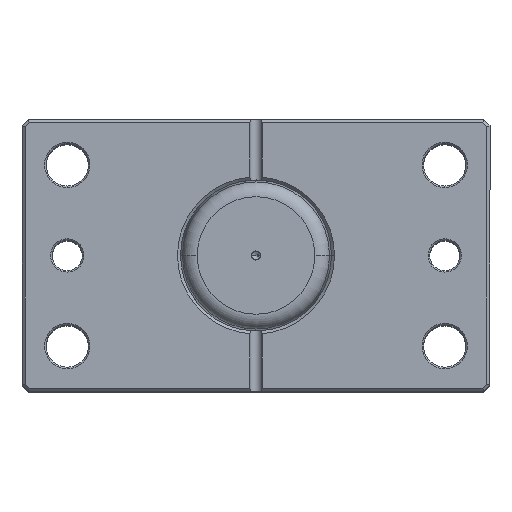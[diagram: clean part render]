
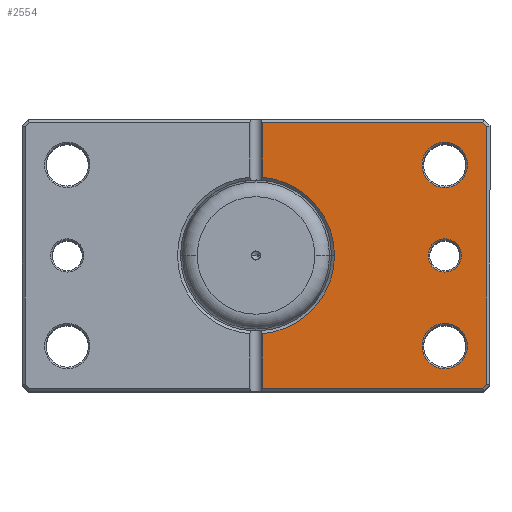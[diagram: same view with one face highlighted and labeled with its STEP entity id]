
A CAD part, top view. The second image highlights one B-rep face of the part: STEP entity #2554.
In plain terms, the highlighted face is planar.
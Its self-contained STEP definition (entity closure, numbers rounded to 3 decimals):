
#86 = CARTESIAN_POINT ( 'NONE',  ( -26., 0., 0. ) ) ;
#95 = DIRECTION ( 'NONE',  ( 1., 0., 0. ) ) ;
#174 = CIRCLE ( 'NONE', #4379, 26. ) ;
#210 = DIRECTION ( 'NONE',  ( 1., 0., 0. ) ) ;
#230 = EDGE_CURVE ( 'NONE', #1636, #1923, #2324, .T. ) ;
#272 = VECTOR ( 'NONE', #1945, 1000. ) ;
#448 = ORIENTED_EDGE ( 'NONE', *, *, #6282, .T. ) ;
#506 = CIRCLE ( 'NONE', #6741, 7.5 ) ;
#554 = ORIENTED_EDGE ( 'NONE', *, *, #3147, .T. ) ;
#579 = EDGE_CURVE ( 'NONE', #6450, #4706, #506, .T. ) ;
#612 = VECTOR ( 'NONE', #5728, 1000. ) ;
#626 = EDGE_CURVE ( 'NONE', #5995, #4110, #5717, .T. ) ;
#654 = ORIENTED_EDGE ( 'NONE', *, *, #3741, .T. ) ;
#666 = CARTESIAN_POINT ( 'NONE',  ( 0., 0., 0. ) ) ;
#728 = FACE_BOUND ( 'NONE', #6934, .T. ) ;
#830 = CARTESIAN_POINT ( 'NONE',  ( -76.5, 42.586, 0. ) ) ;
#880 = CARTESIAN_POINT ( 'NONE',  ( -62.5, -30., 0. ) ) ;
#883 = CARTESIAN_POINT ( 'NONE',  ( -62.5, 30., 0. ) ) ;
#886 = VECTOR ( 'NONE', #6768, 1000. ) ;
#1022 = LINE ( 'NONE', #2689, #2142 ) ;
#1024 = VERTEX_POINT ( 'NONE', #1652 ) ;
#1036 = AXIS2_PLACEMENT_3D ( 'NONE', #6520, #3926, #4920 ) ;
#1056 = EDGE_CURVE ( 'NONE', #4986, #1573, #3090, .T. ) ;
#1089 = DIRECTION ( 'NONE',  ( 1., 0., 0. ) ) ;
#1149 = ORIENTED_EDGE ( 'NONE', *, *, #5812, .T. ) ;
#1205 = ORIENTED_EDGE ( 'NONE', *, *, #2462, .T. ) ;
#1249 = LINE ( 'NONE', #2898, #886 ) ;
#1252 = VERTEX_POINT ( 'NONE', #3211 ) ;
#1438 = DIRECTION ( 'NONE',  ( 1., 0., 0. ) ) ;
#1564 = CARTESIAN_POINT ( 'NONE',  ( -59.543, -59.543, 0. ) ) ;
#1573 = VERTEX_POINT ( 'NONE', #5844 ) ;
#1601 = CIRCLE ( 'NONE', #5241, 5.5 ) ;
#1635 = AXIS2_PLACEMENT_3D ( 'NONE', #6347, #3027, #6897 ) ;
#1636 = VERTEX_POINT ( 'NONE', #6890 ) ;
#1652 = CARTESIAN_POINT ( 'NONE',  ( -2., 25.923, 0. ) ) ;
#1717 = LINE ( 'NONE', #3610, #272 ) ;
#1801 = CIRCLE ( 'NONE', #3301, 26. ) ;
#1894 = ORIENTED_EDGE ( 'NONE', *, *, #1056, .T. ) ;
#1923 = VERTEX_POINT ( 'NONE', #2448 ) ;
#1943 = ORIENTED_EDGE ( 'NONE', *, *, #579, .T. ) ;
#1945 = DIRECTION ( 'NONE',  ( 1., 0., 0. ) ) ;
#2142 = VECTOR ( 'NONE', #6025, 1000. ) ;
#2188 = FACE_BOUND ( 'NONE', #6413, .T. ) ;
#2253 = ORIENTED_EDGE ( 'NONE', *, *, #626, .T. ) ;
#2256 = EDGE_LOOP ( 'NONE', ( #3329, #6261, #1149, #1894, #554, #3242, #1205, #4719, #448 ) ) ;
#2270 = DIRECTION ( 'NONE',  ( 0., 0., 1. ) ) ;
#2302 = PLANE ( 'NONE',  #6299 ) ;
#2324 = CIRCLE ( 'NONE', #7015, 7.5 ) ;
#2327 = DIRECTION ( 'NONE',  ( 0., 0., 1. ) ) ;
#2411 = CARTESIAN_POINT ( 'NONE',  ( -2., -25.923, 0. ) ) ;
#2448 = CARTESIAN_POINT ( 'NONE',  ( -70., 30., 0. ) ) ;
#2462 = EDGE_CURVE ( 'NONE', #5149, #3889, #1249, .T. ) ;
#2554 = ADVANCED_FACE ( 'NONE', ( #728, #4980, #2188, #3332 ), #2302, .F. ) ;
#2689 = CARTESIAN_POINT ( 'NONE',  ( 0., -44., 0. ) ) ;
#2898 = CARTESIAN_POINT ( 'NONE',  ( -76.5, 0., 0. ) ) ;
#2918 = CARTESIAN_POINT ( 'NONE',  ( -59.543, 59.543, 0. ) ) ;
#3027 = DIRECTION ( 'NONE',  ( 0., 0., 1. ) ) ;
#3069 = CARTESIAN_POINT ( 'NONE',  ( -75.086, -44., 0. ) ) ;
#3090 = LINE ( 'NONE', #3688, #6385 ) ;
#3147 = EDGE_CURVE ( 'NONE', #1573, #3908, #1022, .T. ) ;
#3211 = CARTESIAN_POINT ( 'NONE',  ( -2., 44., 0. ) ) ;
#3212 = EDGE_CURVE ( 'NONE', #1024, #6616, #174, .T. ) ;
#3242 = ORIENTED_EDGE ( 'NONE', *, *, #5621, .T. ) ;
#3301 = AXIS2_PLACEMENT_3D ( 'NONE', #6710, #3413, #95 ) ;
#3329 = ORIENTED_EDGE ( 'NONE', *, *, #3715, .T. ) ;
#3332 = FACE_OUTER_BOUND ( 'NONE', #2256, .T. ) ;
#3337 = VERTEX_POINT ( 'NONE', #6803 ) ;
#3359 = EDGE_CURVE ( 'NONE', #1923, #1636, #6646, .T. ) ;
#3387 = CARTESIAN_POINT ( 'NONE',  ( -57., 0., 0. ) ) ;
#3413 = DIRECTION ( 'NONE',  ( 0., 0., 1. ) ) ;
#3428 = ORIENTED_EDGE ( 'NONE', *, *, #230, .T. ) ;
#3462 = EDGE_CURVE ( 'NONE', #4706, #6450, #5976, .T. ) ;
#3487 = ORIENTED_EDGE ( 'NONE', *, *, #3359, .T. ) ;
#3522 = DIRECTION ( 'NONE',  ( 0., 0., 1. ) ) ;
#3610 = CARTESIAN_POINT ( 'NONE',  ( 0., 44., 0. ) ) ;
#3688 = CARTESIAN_POINT ( 'NONE',  ( -2., 45., 0. ) ) ;
#3715 = EDGE_CURVE ( 'NONE', #1252, #1024, #4746, .T. ) ;
#3741 = EDGE_CURVE ( 'NONE', #4110, #5995, #1601, .T. ) ;
#3743 = LINE ( 'NONE', #2918, #612 ) ;
#3825 = CARTESIAN_POINT ( 'NONE',  ( -70., -30., 0. ) ) ;
#3889 = VERTEX_POINT ( 'NONE', #830 ) ;
#3908 = VERTEX_POINT ( 'NONE', #3069 ) ;
#3926 = DIRECTION ( 'NONE',  ( 0., 0., 1. ) ) ;
#3989 = LINE ( 'NONE', #1564, #6917 ) ;
#4045 = DIRECTION ( 'NONE',  ( 0., -1., 0. ) ) ;
#4110 = VERTEX_POINT ( 'NONE', #7120 ) ;
#4227 = CARTESIAN_POINT ( 'NONE',  ( -76.5, -42.586, 0. ) ) ;
#4313 = CARTESIAN_POINT ( 'NONE',  ( -62.5, -30., 0. ) ) ;
#4379 = AXIS2_PLACEMENT_3D ( 'NONE', #5603, #2270, #6168 ) ;
#4706 = VERTEX_POINT ( 'NONE', #5337 ) ;
#4719 = ORIENTED_EDGE ( 'NONE', *, *, #4929, .T. ) ;
#4746 = LINE ( 'NONE', #6257, #6050 ) ;
#4772 = DIRECTION ( 'NONE',  ( 0., 0., 1. ) ) ;
#4868 = DIRECTION ( 'NONE',  ( 0., 0., 1. ) ) ;
#4886 = DIRECTION ( 'NONE',  ( 1., 0., 0. ) ) ;
#4920 = DIRECTION ( 'NONE',  ( 1., 0., 0. ) ) ;
#4929 = EDGE_CURVE ( 'NONE', #3889, #3337, #3743, .T. ) ;
#4980 = FACE_BOUND ( 'NONE', #6760, .T. ) ;
#4986 = VERTEX_POINT ( 'NONE', #2411 ) ;
#5149 = VERTEX_POINT ( 'NONE', #4227 ) ;
#5241 = AXIS2_PLACEMENT_3D ( 'NONE', #6818, #3522, #210 ) ;
#5337 = CARTESIAN_POINT ( 'NONE',  ( -55., -30., 0. ) ) ;
#5370 = AXIS2_PLACEMENT_3D ( 'NONE', #880, #4772, #1438 ) ;
#5467 = DIRECTION ( 'NONE',  ( -0.707, 0.707, 0. ) ) ;
#5603 = CARTESIAN_POINT ( 'NONE',  ( 0., 0., 0. ) ) ;
#5621 = EDGE_CURVE ( 'NONE', #3908, #5149, #3989, .T. ) ;
#5717 = CIRCLE ( 'NONE', #1036, 5.5 ) ;
#5728 = DIRECTION ( 'NONE',  ( 0.707, 0.707, 0. ) ) ;
#5812 = EDGE_CURVE ( 'NONE', #6616, #4986, #1801, .T. ) ;
#5844 = CARTESIAN_POINT ( 'NONE',  ( -2., -44., 0. ) ) ;
#5976 = CIRCLE ( 'NONE', #5370, 7.5 ) ;
#5995 = VERTEX_POINT ( 'NONE', #3387 ) ;
#6025 = DIRECTION ( 'NONE',  ( -1., 0., 0. ) ) ;
#6050 = VECTOR ( 'NONE', #6800, 1000. ) ;
#6168 = DIRECTION ( 'NONE',  ( 1., 0., 0. ) ) ;
#6219 = DIRECTION ( 'NONE',  ( 1., 0., 0. ) ) ;
#6257 = CARTESIAN_POINT ( 'NONE',  ( -2., 45., 0. ) ) ;
#6261 = ORIENTED_EDGE ( 'NONE', *, *, #3212, .T. ) ;
#6282 = EDGE_CURVE ( 'NONE', #3337, #1252, #1717, .T. ) ;
#6299 = AXIS2_PLACEMENT_3D ( 'NONE', #666, #2327, #6219 ) ;
#6347 = CARTESIAN_POINT ( 'NONE',  ( -62.5, 30., 0. ) ) ;
#6385 = VECTOR ( 'NONE', #4045, 1000. ) ;
#6413 = EDGE_LOOP ( 'NONE', ( #3487, #3428 ) ) ;
#6450 = VERTEX_POINT ( 'NONE', #3825 ) ;
#6520 = CARTESIAN_POINT ( 'NONE',  ( -62.5, 0., 0. ) ) ;
#6590 = ORIENTED_EDGE ( 'NONE', *, *, #3462, .T. ) ;
#6616 = VERTEX_POINT ( 'NONE', #86 ) ;
#6646 = CIRCLE ( 'NONE', #1635, 7.5 ) ;
#6710 = CARTESIAN_POINT ( 'NONE',  ( 0., 0., 0. ) ) ;
#6741 = AXIS2_PLACEMENT_3D ( 'NONE', #4313, #4868, #4886 ) ;
#6760 = EDGE_LOOP ( 'NONE', ( #1943, #6590 ) ) ;
#6768 = DIRECTION ( 'NONE',  ( 0., 1., 0. ) ) ;
#6800 = DIRECTION ( 'NONE',  ( 0., -1., 0. ) ) ;
#6803 = CARTESIAN_POINT ( 'NONE',  ( -75.086, 44., 0. ) ) ;
#6818 = CARTESIAN_POINT ( 'NONE',  ( -62.5, 0., 0. ) ) ;
#6890 = CARTESIAN_POINT ( 'NONE',  ( -55., 30., 0. ) ) ;
#6897 = DIRECTION ( 'NONE',  ( 1., 0., 0. ) ) ;
#6917 = VECTOR ( 'NONE', #5467, 1000. ) ;
#6934 = EDGE_LOOP ( 'NONE', ( #654, #2253 ) ) ;
#7015 = AXIS2_PLACEMENT_3D ( 'NONE', #883, #7058, #1089 ) ;
#7058 = DIRECTION ( 'NONE',  ( 0., 0., 1. ) ) ;
#7120 = CARTESIAN_POINT ( 'NONE',  ( -68., 0., 0. ) ) ;
